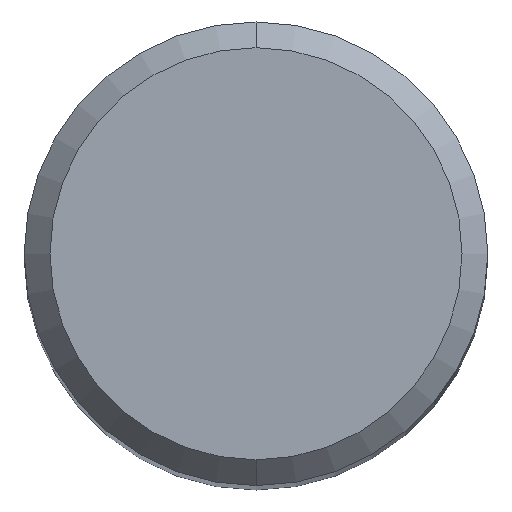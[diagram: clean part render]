
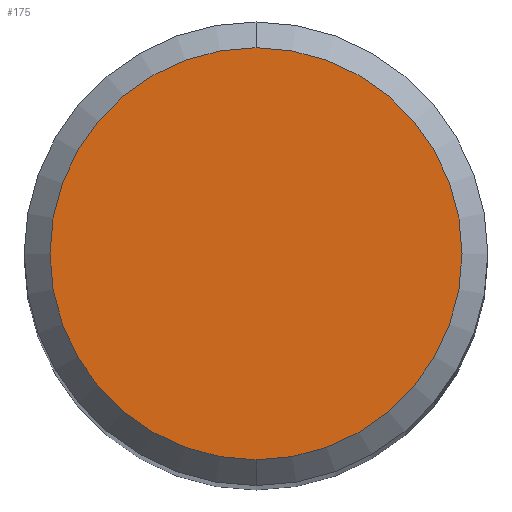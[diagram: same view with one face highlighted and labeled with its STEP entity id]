
A CAD part, top view. The second image highlights one B-rep face of the part: STEP entity #175.
In plain terms, the highlighted planar face has unit normal (0, 0, 1).
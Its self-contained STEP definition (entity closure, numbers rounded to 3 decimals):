
#169=EDGE_CURVE('',#395,#291,#460,.T.);
#175=ADVANCED_FACE('',(#466),#467,.T.);
#291=VERTEX_POINT('',#594);
#365=EDGE_CURVE('',#291,#395,#674,.T.);
#395=VERTEX_POINT('',#708);
#460=CIRCLE('',#772,4.0);
#466=FACE_OUTER_BOUND('',#796,.T.);
#467=PLANE('',#797);
#594=CARTESIAN_POINT('',(0.,-4.0,48.307));
#674=CIRCLE('',#1256,4.0);
#708=CARTESIAN_POINT('',(0.0,4.0,48.307));
#772=AXIS2_PLACEMENT_3D('',#1413,#1414,#1415);
#796=EDGE_LOOP('',(#1418,#1419));
#797=AXIS2_PLACEMENT_3D('',#1420,#1421,#1422);
#1256=AXIS2_PLACEMENT_3D('',#1635,#1636,#1637);
#1413=CARTESIAN_POINT('',(0.0,0.0,48.307));
#1414=DIRECTION('',(0.0,0.0,-1.0));
#1415=DIRECTION('',(0.0,1.0,0.0));
#1418=ORIENTED_EDGE('',*,*,#169,.F.);
#1419=ORIENTED_EDGE('',*,*,#365,.F.);
#1420=CARTESIAN_POINT('',(0.0,2.0,48.307));
#1421=DIRECTION('',(-0.0,0.0,1.0));
#1422=DIRECTION('',(0.0,-1.0,0.0));
#1635=CARTESIAN_POINT('',(0.0,0.0,48.307));
#1636=DIRECTION('',(0.0,0.0,-1.0));
#1637=DIRECTION('',(0.0,1.0,0.0));
